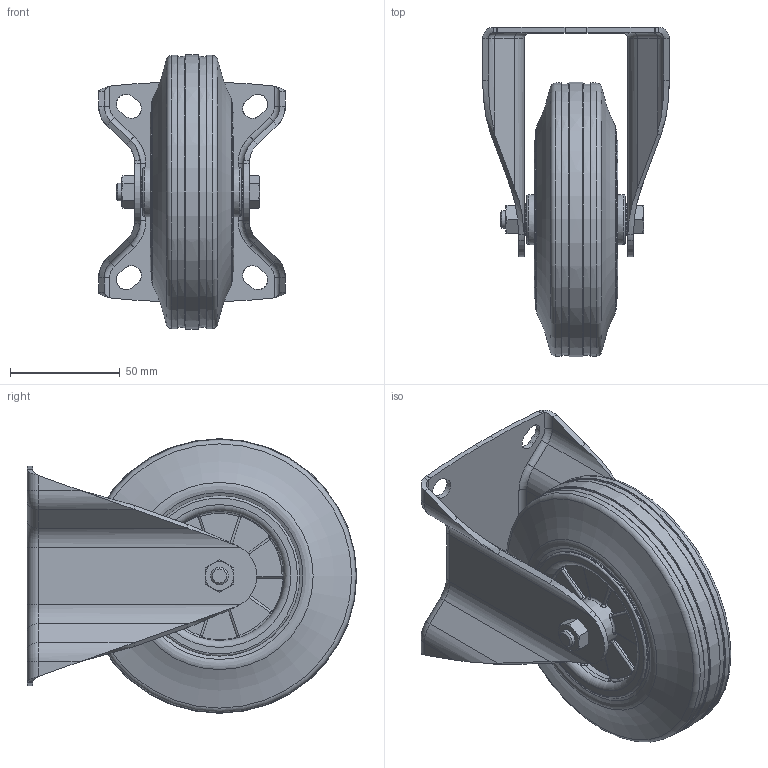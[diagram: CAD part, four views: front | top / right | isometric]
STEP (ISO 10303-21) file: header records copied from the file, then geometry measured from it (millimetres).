
FILE_DESCRIPTION(/* description */ ('Bockrolle mit Anbauflansch D125'),/* implementation_level */ '2;1');
FILE_NAME(/* name */ 'Syskomp 412259793 Bockrolle mit Anbauflansch D125.stp',/* time_stamp */ '2016-08-30T09:53:28+02:00',/* author */ ('wheldmann'),/* organization */ (''),/* preprocessor_version */ 'ST-DEVELOPER v16.1',/* originating_system */ 'Autodesk Inventor 2016',/* authorisation */ '');
FILE_SCHEMA (('AUTOMOTIVE_DESIGN { 1 0 10303 214 3 1 1 }'));
Length unit declared in the file: millimetre
Products named in the file (1): 412259793 Bockrolle mit Anbauflansch D125
Bounding box: 85 x 149.96 x 125 mm (x, y, z)
Volume: 418303.5 mm3; surface area: 88173.2 mm2
Topology: 3 solids, 3 shells, 424 faces, 1038 edges, 631 vertices
Faces by surface type: bspline 143, plane 117, cylinder 74, torus 57, cone 33
Full cylindrical faces by diameter (mm): 8 x3, 12.1 x1, 13 x1, 15 x1, 59 x2, 73 x2
Entity records: 21934 total; most frequent: CARTESIAN_POINT 12907, ORIENTED_EDGE 1942, DIRECTION 1467, EDGE_CURVE 971, VERTEX_POINT 610, AXIS2_PLACEMENT_3D 571, EDGE_LOOP 491, STYLED_ITEM 427
